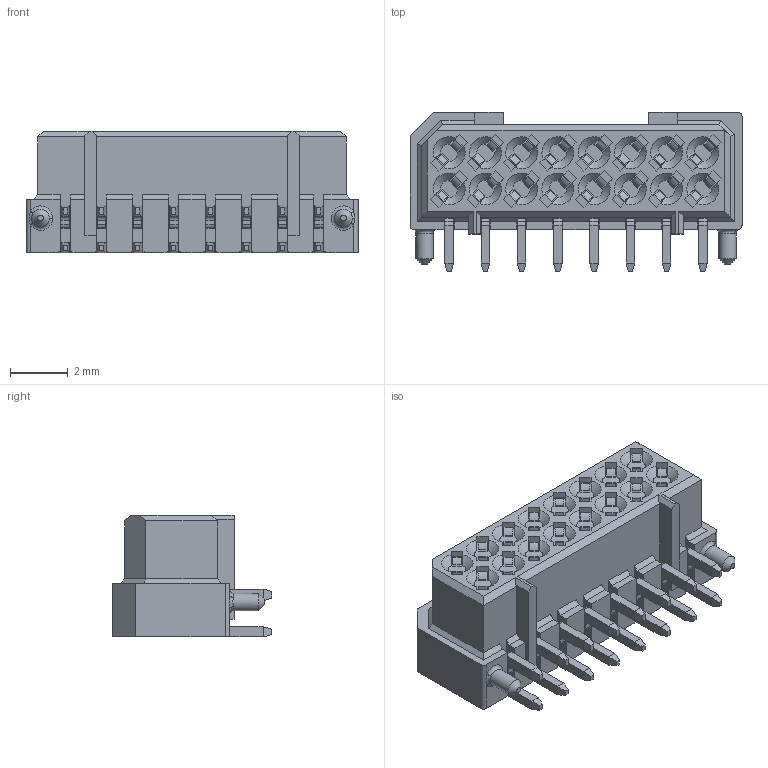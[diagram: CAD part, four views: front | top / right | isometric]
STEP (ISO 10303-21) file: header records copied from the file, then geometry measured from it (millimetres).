
FILE_DESCRIPTION( ('This file contains a STEP AP42 implementation' ,'as created by ZW3D STEP Interface translator.') ,'2;1' );
FILE_NAME( '3651-S016-042XXR03.stp' ,'241031.172826', (''), ('ZWCAD Software Co.'), 'Version 1.0', 'ZW3D to STEP translator', '' );
FILE_SCHEMA(('AUTOMOTIVE_DESIGN { 1 0 10303 214 1 1 1 1 }'));
Length unit declared in the file: millimetre
Products named in the file (2): 0; 3651-S016-042XXR03
Bounding box: 11.45 x 5.5 x 4.2 mm (x, y, z)
Volume: 157.9 mm3; surface area: 301.5 mm2
Topology: 1 solids, 1 shells, 854 faces, 2307 edges, 1511 vertices
Faces by surface type: plane 705, cylinder 109, cone 34, torus 3, bspline 3
Full cylindrical faces by diameter (mm): 0.6 x2
Entity records: 27708 total; most frequent: CARTESIAN_POINT 5270, ORIENTED_EDGE 4614, DIRECTION 4213, EDGE_CURVE 2307, VECTOR 1927, LINE 1927, VERTEX_POINT 1511, AXIS2_PLACEMENT_3D 1143
